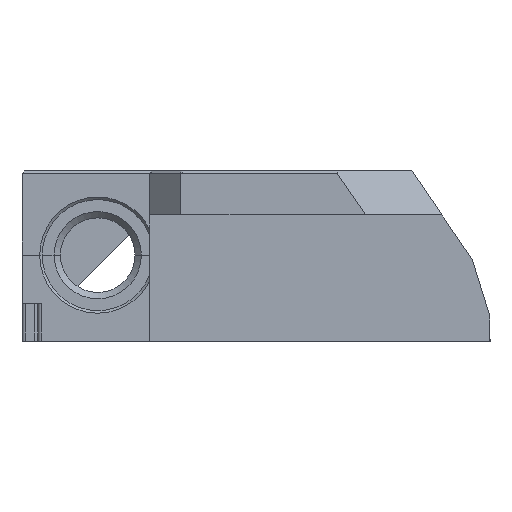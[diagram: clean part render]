
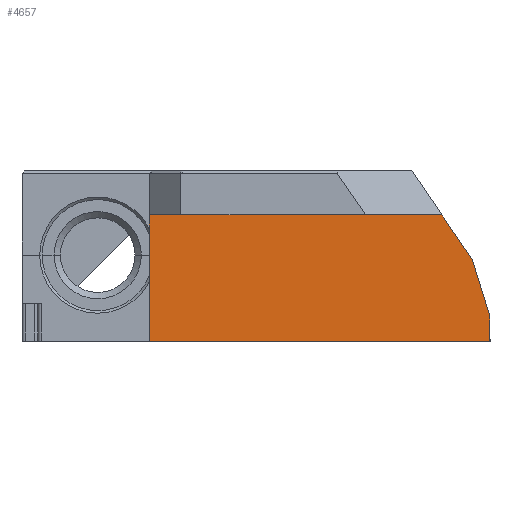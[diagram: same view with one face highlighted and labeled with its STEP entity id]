
A CAD part, left-side view. The second image highlights one B-rep face of the part: STEP entity #4657.
In plain terms, the highlighted planar face has unit normal (-1, 0, 0).
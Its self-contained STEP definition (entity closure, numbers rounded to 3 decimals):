
#427=FACE_OUTER_BOUND('',#692,.T.);
#692=EDGE_LOOP('',(#4017,#4018,#4019,#4020,#4021,#4022));
#866=LINE('',#6659,#1407);
#945=LINE('',#6855,#1486);
#1174=LINE('',#7450,#1715);
#1182=LINE('',#7463,#1723);
#1197=LINE('',#7494,#1738);
#1201=LINE('',#7506,#1742);
#1407=VECTOR('',#5330,10.);
#1486=VECTOR('',#5503,10.);
#1715=VECTOR('',#6082,10.);
#1723=VECTOR('',#6098,10.);
#1738=VECTOR('',#6129,10.);
#1742=VECTOR('',#6141,10.);
#1921=VERTEX_POINT('',#6656);
#1922=VERTEX_POINT('',#6658);
#1989=VERTEX_POINT('',#6853);
#2173=VERTEX_POINT('',#7447);
#2174=VERTEX_POINT('',#7449);
#2183=VERTEX_POINT('',#7492);
#2392=EDGE_CURVE('',#1922,#1921,#866,.T.);
#2489=EDGE_CURVE('',#1989,#1921,#945,.T.);
#2784=EDGE_CURVE('',#2174,#2173,#1174,.T.);
#2792=EDGE_CURVE('',#2174,#1989,#1182,.T.);
#2807=EDGE_CURVE('',#2173,#2183,#1197,.T.);
#2812=EDGE_CURVE('',#2183,#1922,#1201,.T.);
#4017=ORIENTED_EDGE('',*,*,#2392,.T.);
#4018=ORIENTED_EDGE('',*,*,#2489,.F.);
#4019=ORIENTED_EDGE('',*,*,#2792,.F.);
#4020=ORIENTED_EDGE('',*,*,#2784,.T.);
#4021=ORIENTED_EDGE('',*,*,#2807,.T.);
#4022=ORIENTED_EDGE('',*,*,#2812,.T.);
#4431=PLANE('',#5011);
#4657=ADVANCED_FACE('',(#427),#4431,.T.);
#5011=AXIS2_PLACEMENT_3D('',#7507,#6142,#6143);
#5330=DIRECTION('',(0.,0.,-1.));
#5503=DIRECTION('',(0.,1.,0.));
#6082=DIRECTION('',(0.,0.295,0.956));
#6098=DIRECTION('',(0.,0.,-1.));
#6129=DIRECTION('',(0.,0.564,0.826));
#6141=DIRECTION('',(0.,1.,0.));
#6142=DIRECTION('center_axis',(-1.,0.,0.));
#6143=DIRECTION('ref_axis',(0.,0.,1.));
#6656=CARTESIAN_POINT('',(62.511,402.,-38.096));
#6658=CARTESIAN_POINT('',(62.511,402.,-18.096));
#6659=CARTESIAN_POINT('',(62.511,402.,-18.096));
#6853=CARTESIAN_POINT('',(62.511,348.,-38.096));
#6855=CARTESIAN_POINT('',(62.511,361.5,-38.096));
#7447=CARTESIAN_POINT('',(62.511,350.818,-25.129));
#7449=CARTESIAN_POINT('',(62.511,348.,-34.259));
#7450=CARTESIAN_POINT('',(62.511,350.982,-24.598));
#7463=CARTESIAN_POINT('',(62.511,348.,-18.096));
#7492=CARTESIAN_POINT('',(62.511,355.617,-18.096));
#7494=CARTESIAN_POINT('',(62.511,355.74,-17.916));
#7506=CARTESIAN_POINT('',(62.511,257.5,-18.096));
#7507=CARTESIAN_POINT('Origin',(62.511,348.,-18.096));
